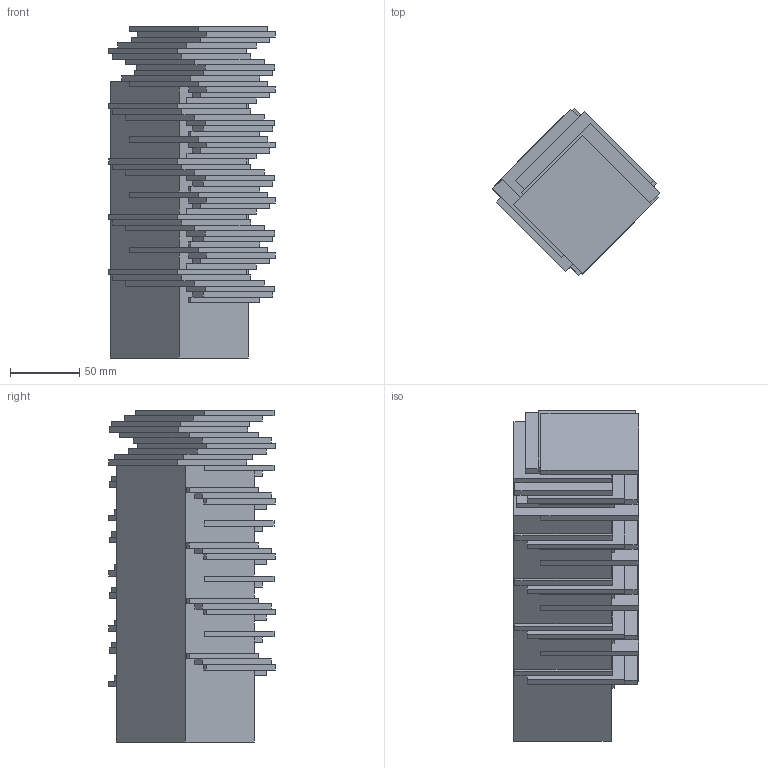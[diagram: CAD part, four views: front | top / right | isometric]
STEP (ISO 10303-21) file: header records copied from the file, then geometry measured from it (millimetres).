
FILE_DESCRIPTION(('Open CASCADE Model'),'2;1');
FILE_NAME('Open CASCADE Shape Model','2024-05-29T17:58:55',('Author'),( 'Open CASCADE'),'Open CASCADE STEP processor 7.7','Open CASCADE 7.7' ,'Unknown');
FILE_SCHEMA(('AUTOMOTIVE_DESIGN { 1 0 10303 214 1 1 1 1 }'));
Length unit declared in the file: millimetre
Products named in the file (1): Open CASCADE STEP translator 7.7 184
Bounding box: 120.58 x 120.6 x 240 mm (x, y, z)
Volume: 1395967.5 mm3; surface area: 144153.6 mm2
Topology: 1 solids, 1 shells, 332 faces, 919 edges, 589 vertices
Faces by surface type: plane 332
Entity records: 21976 total; most frequent: CARTESIAN_POINT 3935, DIRECTION 3167, LINE 2501, VECTOR 2501, ORIENTED_EDGE 1838, PCURVE 1838, DEFINITIONAL_REPRESENTATION 1838, EDGE_CURVE 919
